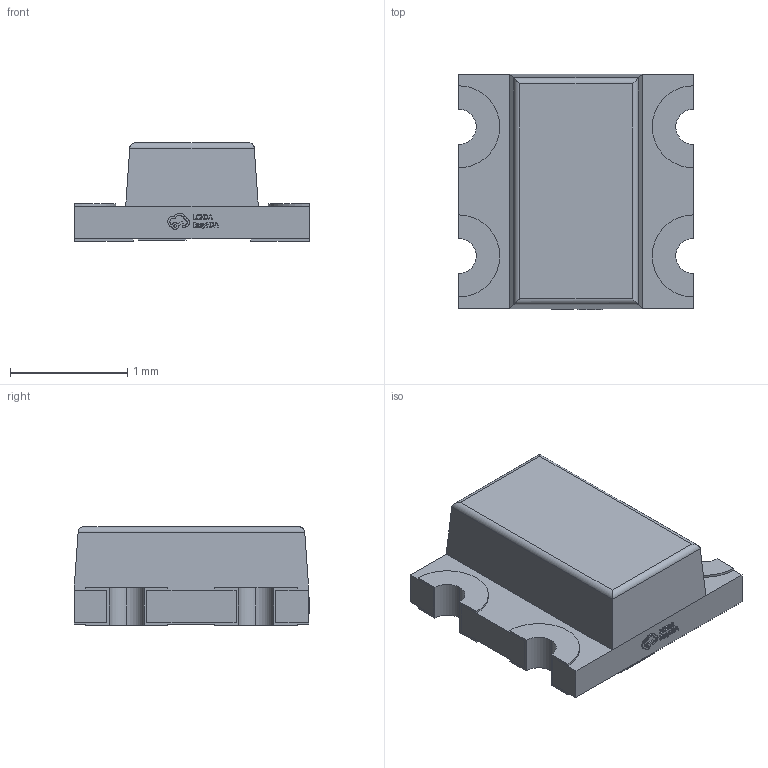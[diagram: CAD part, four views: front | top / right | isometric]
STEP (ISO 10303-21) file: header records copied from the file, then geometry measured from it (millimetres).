
FILE_DESCRIPTION (( 'STEP AP214' ), '1' );
FILE_NAME ('LED-SMD_4P-L2.0-W2.0-H0.8-TL_WS2812B-2020.step', '2022-07-08T12:07:10', ( '' ), ( '' ), 'SwSTEP 2.0', 'SolidWorks 2020', '' );
FILE_SCHEMA (( 'AUTOMOTIVE_DESIGN' ));
Length unit declared in the file: millimetre
Products named in the file (1): LED-SMD_4P-L2.0-W2.0-H0.8-TL_WS2812B-2020
Bounding box: 2 x 2.01 x 0.84 mm (x, y, z)
Volume: 2.3 mm3; surface area: 15.2 mm2
Topology: 2 solids, 2 shells, 297 faces, 845 edges, 578 vertices
Faces by surface type: plane 183, bspline 98, cylinder 16
Entity records: 13273 total; most frequent: CARTESIAN_POINT 3235, ORIENTED_EDGE 1690, DIRECTION 1051, EDGE_CURVE 845, LINE 603, VECTOR 603, VERTEX_POINT 578, EDGE_LOOP 323
